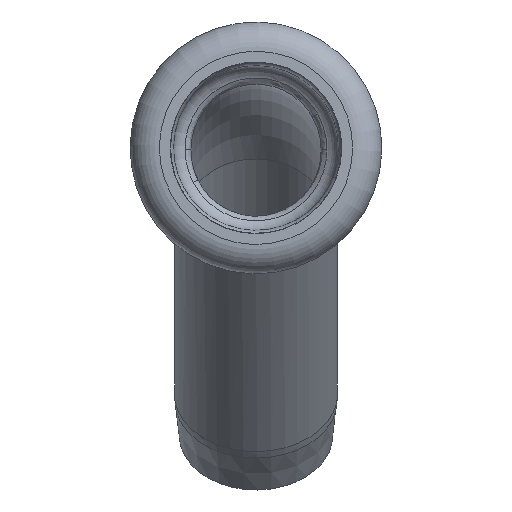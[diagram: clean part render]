
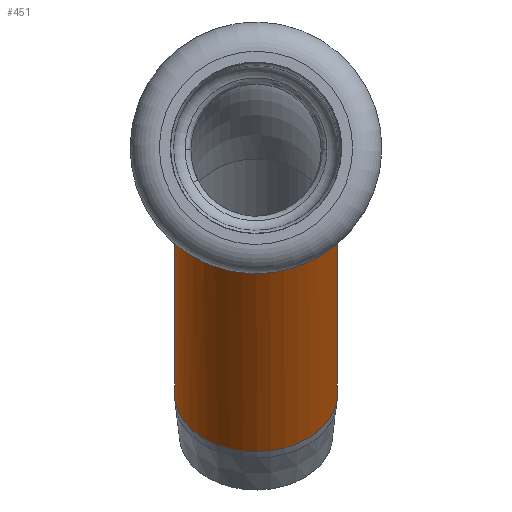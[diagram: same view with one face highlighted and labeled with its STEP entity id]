
A CAD part, left-side view. The second image highlights one B-rep face of the part: STEP entity #451.
In plain terms, the highlighted cylindrical face has radius 7.5 mm (diameter 15 mm), a full revolution.
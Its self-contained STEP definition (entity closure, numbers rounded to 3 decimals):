
#20=CYLINDRICAL_SURFACE('',#517,7.5);
#42=ELLIPSE('',#511,7.497,7.493);
#64=FACE_OUTER_BOUND('',#92,.T.);
#92=EDGE_LOOP('',(#317,#318,#319,#320,#321,#322,#323,#324,#325));
#118=LINE('',#890,#128);
#128=VECTOR('',#612,7.5);
#144=CIRCLE('',#506,7.5);
#146=CIRCLE('',#508,7.5);
#148=CIRCLE('',#510,7.5);
#150=CIRCLE('',#514,7.5);
#151=CIRCLE('',#515,7.5);
#152=CIRCLE('',#516,7.5);
#181=VERTEX_POINT('',#758);
#182=VERTEX_POINT('',#760);
#183=VERTEX_POINT('',#778);
#184=VERTEX_POINT('',#796);
#187=VERTEX_POINT('',#853);
#188=VERTEX_POINT('',#855);
#189=VERTEX_POINT('',#857);
#226=EDGE_CURVE('',#181,#182,#144,.T.);
#228=EDGE_CURVE('',#183,#181,#146,.T.);
#230=EDGE_CURVE('',#182,#184,#148,.T.);
#231=EDGE_CURVE('',#184,#183,#42,.T.);
#234=EDGE_CURVE('',#188,#187,#150,.T.);
#235=EDGE_CURVE('',#189,#188,#151,.T.);
#236=EDGE_CURVE('',#187,#189,#152,.T.);
#238=EDGE_CURVE('',#181,#189,#118,.T.);
#317=ORIENTED_EDGE('',*,*,#226,.T.);
#318=ORIENTED_EDGE('',*,*,#230,.T.);
#319=ORIENTED_EDGE('',*,*,#231,.T.);
#320=ORIENTED_EDGE('',*,*,#228,.T.);
#321=ORIENTED_EDGE('',*,*,#238,.T.);
#322=ORIENTED_EDGE('',*,*,#235,.T.);
#323=ORIENTED_EDGE('',*,*,#234,.T.);
#324=ORIENTED_EDGE('',*,*,#236,.T.);
#325=ORIENTED_EDGE('',*,*,#238,.F.);
#451=ADVANCED_FACE('',(#64),#20,.T.);
#506=AXIS2_PLACEMENT_3D('',#762,#588,#589);
#508=AXIS2_PLACEMENT_3D('',#780,#592,#593);
#510=AXIS2_PLACEMENT_3D('',#798,#596,#597);
#511=AXIS2_PLACEMENT_3D('',#835,#598,#599);
#514=AXIS2_PLACEMENT_3D('',#856,#604,#605);
#515=AXIS2_PLACEMENT_3D('',#858,#606,#607);
#516=AXIS2_PLACEMENT_3D('',#859,#608,#609);
#517=AXIS2_PLACEMENT_3D('',#889,#610,#611);
#588=DIRECTION('center_axis',(-0.707,0.,0.707));
#589=DIRECTION('ref_axis',(-0.621,0.479,-0.621));
#592=DIRECTION('center_axis',(-0.707,0.,0.707));
#593=DIRECTION('ref_axis',(0.,1.,0.));
#596=DIRECTION('center_axis',(-0.707,0.,
0.707));
#597=DIRECTION('ref_axis',(0.,-1.,0.));
#598=DIRECTION('center_axis',(-0.707,0.,0.707));
#599=DIRECTION('ref_axis',(0.609,0.509,0.609));
#604=DIRECTION('center_axis',(0.707,0.,-0.707));
#605=DIRECTION('ref_axis',(0.707,0.,0.707));
#606=DIRECTION('center_axis',(0.707,0.,-0.707));
#607=DIRECTION('ref_axis',(0.707,0.,0.707));
#608=DIRECTION('center_axis',(0.707,0.,-0.707));
#609=DIRECTION('ref_axis',(0.707,0.,0.707));
#610=DIRECTION('center_axis',(0.707,0.,-0.707));
#611=DIRECTION('ref_axis',(0.,-1.,0.));
#612=DIRECTION('',(-0.707,0.,0.707));
#758=CARTESIAN_POINT('',(22.672,7.5,-22.672));
#760=CARTESIAN_POINT('',(18.018,3.596,-27.326));
#762=CARTESIAN_POINT('Origin',(22.672,0.,-22.672));
#778=CARTESIAN_POINT('',(27.326,-3.596,-18.018));
#780=CARTESIAN_POINT('Origin',(22.672,0.,-22.672));
#796=CARTESIAN_POINT('',(22.672,-7.5,-22.672));
#798=CARTESIAN_POINT('Origin',(22.672,0.,-22.672));
#835=CARTESIAN_POINT('Origin',(22.675,-0.006,-22.67));
#853=CARTESIAN_POINT('',(-0.031,0.,-10.575));
#855=CARTESIAN_POINT('',(5.272,-7.5,-5.272));
#856=CARTESIAN_POINT('Origin',(5.272,0.,-5.272));
#857=CARTESIAN_POINT('',(5.272,7.5,-5.272));
#858=CARTESIAN_POINT('Origin',(5.272,0.,-5.272));
#859=CARTESIAN_POINT('Origin',(5.272,0.,-5.272));
#889=CARTESIAN_POINT('Origin',(15.894,0.,-15.894));
#890=CARTESIAN_POINT('',(15.894,7.5,-15.894));
